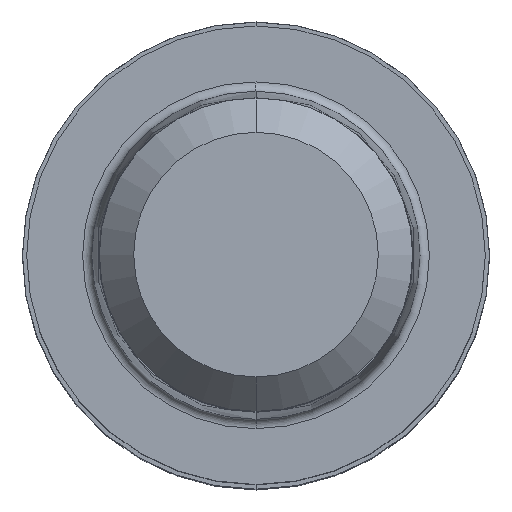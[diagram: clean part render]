
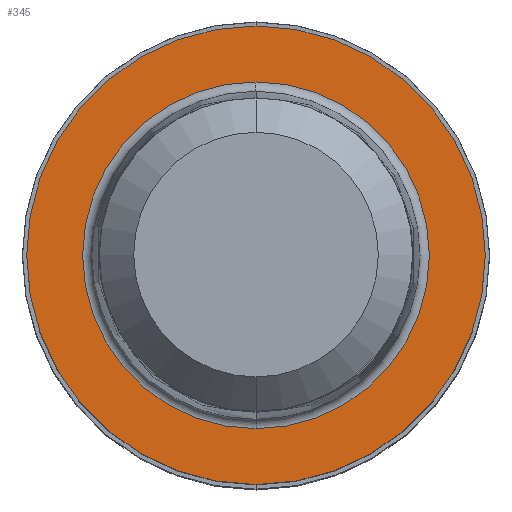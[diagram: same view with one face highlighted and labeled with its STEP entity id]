
A CAD part, top view. The second image highlights one B-rep face of the part: STEP entity #345.
In plain terms, the highlighted planar face has unit normal (0, 0, 1).
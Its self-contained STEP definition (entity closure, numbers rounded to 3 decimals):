
#223=EDGE_CURVE('',#373,#259,#561,.T.);
#259=VERTEX_POINT('',#602);
#323=VERTEX_POINT('',#674);
#345=ADVANCED_FACE('',(#701,#702),#703,.T.);
#373=VERTEX_POINT('',#736);
#389=EDGE_CURVE('',#465,#323,#753,.T.);
#395=EDGE_CURVE('',#323,#465,#760,.T.);
#465=VERTEX_POINT('',#837);
#467=EDGE_CURVE('',#259,#373,#839,.T.);
#561=CIRCLE('',#948,7.85);
#602=CARTESIAN_POINT('',(0.,-7.85,0.01));
#674=CARTESIAN_POINT('',(0.0,5.935,0.01));
#701=FACE_OUTER_BOUND('',#1115,.T.);
#702=FACE_BOUND('',#1116,.T.);
#703=PLANE('',#1117);
#736=CARTESIAN_POINT('',(0.0,7.85,0.01));
#753=CIRCLE('',#1183,5.935);
#760=CIRCLE('',#1191,5.935);
#837=CARTESIAN_POINT('',(0.,-5.935,0.01));
#839=CIRCLE('',#1295,7.85);
#948=AXIS2_PLACEMENT_3D('',#1395,#1396,#1397);
#1115=EDGE_LOOP('',(#1593,#1594));
#1116=EDGE_LOOP('',(#1595,#1596));
#1117=AXIS2_PLACEMENT_3D('',#1597,#1598,#1599);
#1183=AXIS2_PLACEMENT_3D('',#1665,#1666,#1667);
#1191=AXIS2_PLACEMENT_3D('',#1676,#1677,#1678);
#1295=AXIS2_PLACEMENT_3D('',#1769,#1770,#1771);
#1395=CARTESIAN_POINT('',(0.0,0.0,0.01));
#1396=DIRECTION('',(0.0,0.0,-1.0));
#1397=DIRECTION('',(0.0,1.0,0.0));
#1593=ORIENTED_EDGE('',*,*,#223,.F.);
#1594=ORIENTED_EDGE('',*,*,#467,.F.);
#1595=ORIENTED_EDGE('',*,*,#395,.T.);
#1596=ORIENTED_EDGE('',*,*,#389,.T.);
#1597=CARTESIAN_POINT('',(0.0,3.925,0.01));
#1598=DIRECTION('',(-0.0,0.0,1.0));
#1599=DIRECTION('',(0.0,-1.0,0.0));
#1665=CARTESIAN_POINT('',(0.0,0.0,0.01));
#1666=DIRECTION('',(0.0,0.0,-1.0));
#1667=DIRECTION('',(0.0,1.0,0.0));
#1676=CARTESIAN_POINT('',(0.0,0.0,0.01));
#1677=DIRECTION('',(0.0,0.0,-1.0));
#1678=DIRECTION('',(0.0,1.0,0.0));
#1769=CARTESIAN_POINT('',(0.0,0.0,0.01));
#1770=DIRECTION('',(0.0,0.0,-1.0));
#1771=DIRECTION('',(0.0,1.0,0.0));
